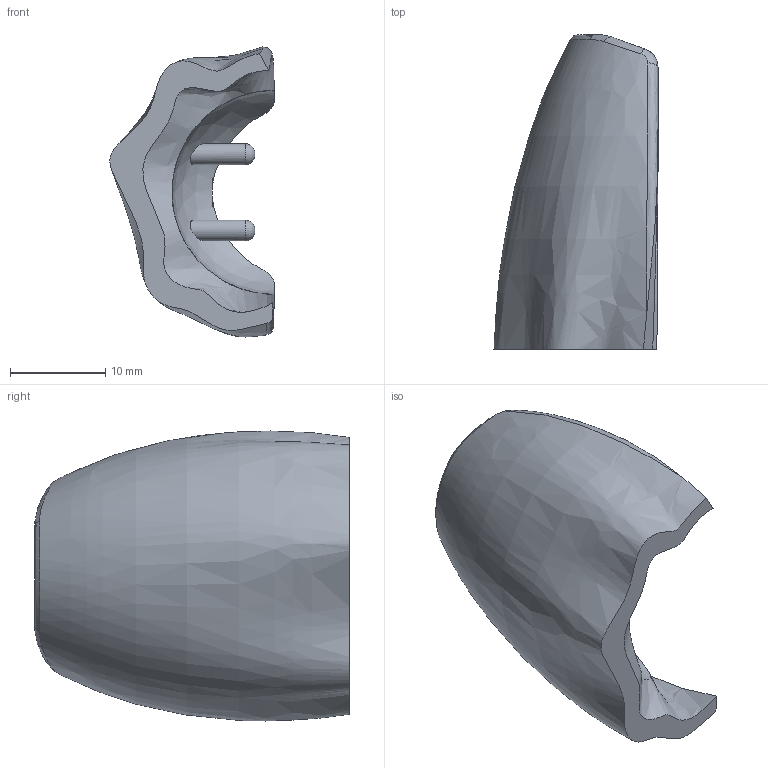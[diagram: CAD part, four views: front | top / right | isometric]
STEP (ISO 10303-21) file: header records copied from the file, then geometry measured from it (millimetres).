
FILE_DESCRIPTION(/* description */ (''),/* implementation_level */ '2;1');
FILE_NAME(/* name */ 'Capa.step',/* time_stamp */ '2017-03-01T19:31:38+01:00',/* author */ ('Rubén'),/* organization */ (''),/* preprocessor_version */ 'ST-DEVELOPER v15.2',/* originating_system */ 'Autodesk Inventor 2014',/* authorisation */ '');
FILE_SCHEMA (('AUTOMOTIVE_DESIGN { 1 0 10303 214 3 1 1 }'));
Length unit declared in the file: millimetre
Products named in the file (1): Capa
Bounding box: 17.2 x 33 x 30.41 mm (x, y, z)
Volume: 4523 mm3; surface area: 3019 mm2
Topology: 1 solids, 1 shells, 37 faces, 92 edges, 58 vertices
Faces by surface type: bspline 19, plane 10, cylinder 7, sphere 1
Full cylindrical faces by diameter (mm): 2.2 x2
Entity records: 2137 total; most frequent: CARTESIAN_POINT 1413, ORIENTED_EDGE 174, DIRECTION 92, EDGE_CURVE 87, VERTEX_POINT 56, B_SPLINE_CURVE_WITH_KNOTS 53, EDGE_LOOP 41, AXIS2_PLACEMENT_3D 41
